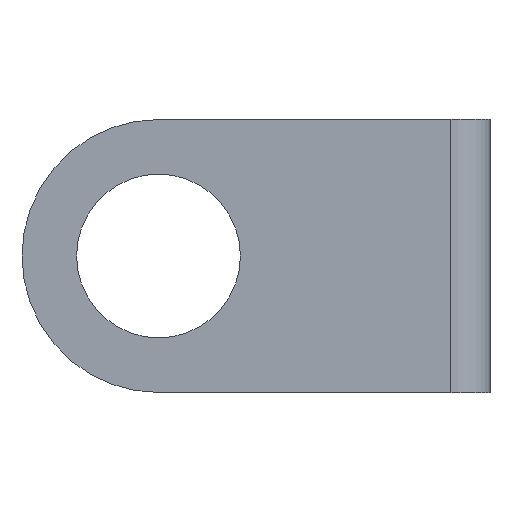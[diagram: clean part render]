
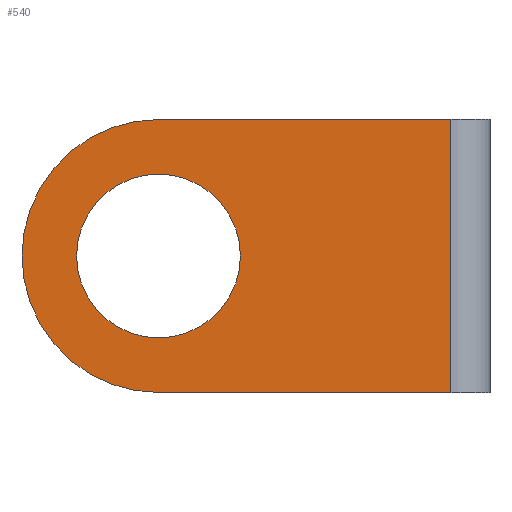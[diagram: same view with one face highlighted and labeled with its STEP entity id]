
A CAD part, left-side view. The second image highlights one B-rep face of the part: STEP entity #540.
In plain terms, the highlighted planar face has unit normal (-1, 0, 0).
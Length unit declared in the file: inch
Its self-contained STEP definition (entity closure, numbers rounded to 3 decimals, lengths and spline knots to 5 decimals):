
#86=DIRECTION('',(0.,0.,1.));
#87=VECTOR('',#86,0.55118);
#88=CARTESIAN_POINT('',(0.,0.03937,-0.27559));
#89=LINE('',#88,#87);
#104=DIRECTION('',(0.,1.,0.));
#105=VECTOR('',#104,0.59055);
#106=CARTESIAN_POINT('',(0.,0.03937,0.27559));
#107=LINE('',#106,#105);
#108=DIRECTION('',(0.,-1.,0.));
#109=VECTOR('',#108,0.59055);
#110=CARTESIAN_POINT('',(0.,0.62992,-0.27559));
#111=LINE('',#110,#109);
#112=CARTESIAN_POINT('',(0.,0.62992,0.));
#113=DIRECTION('',(-1.,0.,0.));
#114=DIRECTION('',(0.,0.,1.));
#115=AXIS2_PLACEMENT_3D('',#112,#113,#114);
#117=CARTESIAN_POINT('',(0.,0.62992,0.));
#118=DIRECTION('',(-1.,0.,0.));
#119=DIRECTION('',(0.,0.,1.));
#120=AXIS2_PLACEMENT_3D('',#117,#118,#119);
#122=CARTESIAN_POINT('',(0.,0.62992,0.));
#123=DIRECTION('',(-1.,0.,0.));
#124=DIRECTION('',(0.,0.,-1.));
#125=AXIS2_PLACEMENT_3D('',#122,#123,#124);
#301=CARTESIAN_POINT('',(0.,0.03937,0.27559));
#302=CARTESIAN_POINT('',(0.,0.62992,0.27559));
#303=VERTEX_POINT('',#301);
#304=VERTEX_POINT('',#302);
#305=CARTESIAN_POINT('',(0.,0.62992,-0.27559));
#306=VERTEX_POINT('',#305);
#307=CARTESIAN_POINT('',(0.,0.03937,-0.27559));
#308=VERTEX_POINT('',#307);
#325=CARTESIAN_POINT('',(0.,0.62992,0.16535));
#326=CARTESIAN_POINT('',(0.,0.62992,-0.16535));
#327=VERTEX_POINT('',#325);
#328=VERTEX_POINT('',#326);
#520=CARTESIAN_POINT('',(0.,-0.03937,-0.14463));
#521=DIRECTION('',(-1.,0.,0.));
#522=DIRECTION('',(0.,0.,1.));
#523=AXIS2_PLACEMENT_3D('',#520,#521,#522);
#524=PLANE('',#523);
#526=ORIENTED_EDGE('',*,*,#525,.F.);
#527=ORIENTED_EDGE('',*,*,#510,.F.);
#529=ORIENTED_EDGE('',*,*,#528,.F.);
#531=ORIENTED_EDGE('',*,*,#530,.F.);
#532=EDGE_LOOP('',(#526,#527,#529,#531));
#533=FACE_OUTER_BOUND('',#532,.F.);
#535=ORIENTED_EDGE('',*,*,#534,.T.);
#537=ORIENTED_EDGE('',*,*,#536,.T.);
#538=EDGE_LOOP('',(#535,#537));
#539=FACE_BOUND('',#538,.F.);
#540=ADVANCED_FACE('',(#533,#539),#524,.T.);
#116=CIRCLE('',#115,0.27559);
#121=CIRCLE('',#120,0.16535);
#126=CIRCLE('',#125,0.16535);
#510=EDGE_CURVE('',#308,#303,#89,.T.);
#525=EDGE_CURVE('',#303,#304,#107,.T.);
#528=EDGE_CURVE('',#306,#308,#111,.T.);
#530=EDGE_CURVE('',#304,#306,#116,.T.);
#534=EDGE_CURVE('',#327,#328,#121,.T.);
#536=EDGE_CURVE('',#328,#327,#126,.T.);
